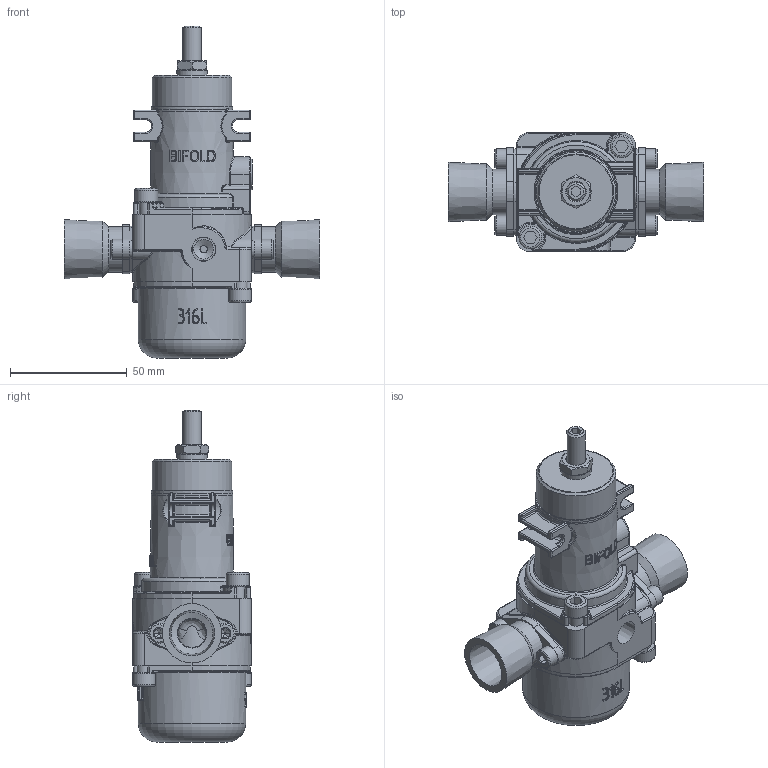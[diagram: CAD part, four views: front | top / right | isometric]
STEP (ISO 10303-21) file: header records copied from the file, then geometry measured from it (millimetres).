
FILE_DESCRIPTION( ( 'Unknown' ), '1' );
FILE_NAME( 'SH12-R1-SR-X.stp', 'Unknown', ( 'Unknown' ), ( 'Unknown' ), 'PSStep 13.0', 'Unknown', ' ' );
FILE_SCHEMA( ( 'AUTOMOTIVE_DESIGN { 1 0 10303 214 1 1 1 1 }' ) );
Length unit declared in the file: millimetre
Products named in the file (3): Assem1; SH12-R1
Bounding box: 109.3 x 50.8 x 142.01 mm (x, y, z)
Volume: 214716 mm3; surface area: 123477.9 mm2
Topology: 4 solids, 28 shells, 2692 faces, 6394 edges, 3766 vertices
Faces by surface type: plane 752, cylinder 728, bspline 384, torus 278, cone 242, extrusion 170, sphere 138
Full cylindrical faces by diameter (mm): 1.7 x2, 2.8 x2, 3.18 x4, 3.9 x2, 4 x8, 4.02 x8, 4.2 x8, 4.75 x2, 5 x24, 5.5 x16, 6 x8, 7.75 x2, 8 x8, 8.433 x4, 8.5 x8, 9.8 x8, 10 x2, 12.12 x4, 12.3 x6, 12.7 x4, 13 x2, 13.8 x2, 16 x4, 17.2 x4, 17.5 x4, 18 x2, 18.001 x4, 19 x2, 19.5 x4, 19.8 x2
Entity records: 58370 total; most frequent: CARTESIAN_POINT 19662, ORIENTED_EDGE 5644, DIRECTION 5575, EDGE_CURVE 2822, AXIS2_PLACEMENT_3D 2279, VERTEX_POINT 1807, EDGE_LOOP 1664, FACE_OUTER_BOUND 1463
